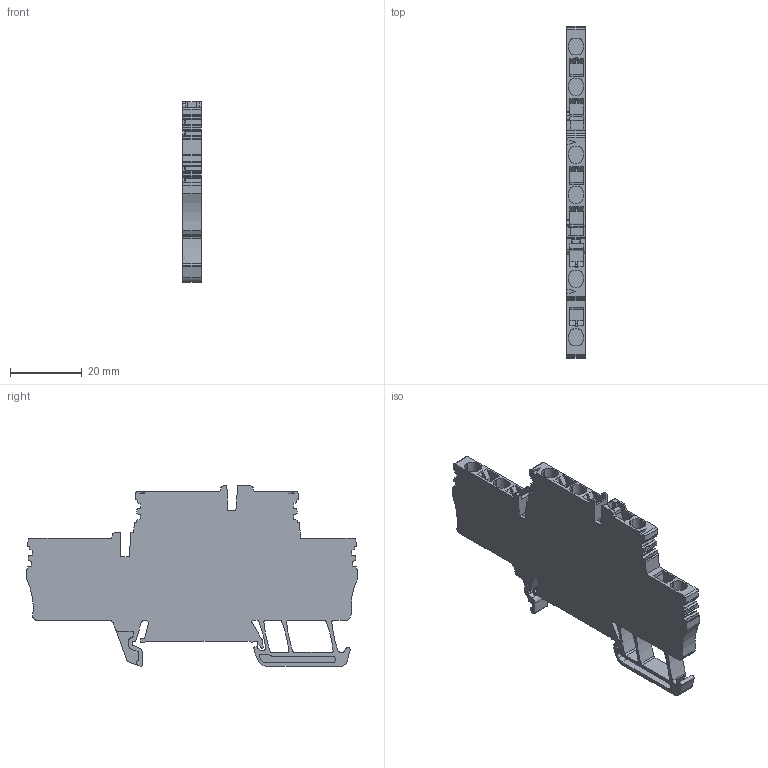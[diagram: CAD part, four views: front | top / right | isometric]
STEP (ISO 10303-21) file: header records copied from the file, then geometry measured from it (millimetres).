
FILE_DESCRIPTION(('CATIA V5R22 STEP214','CAx-IF Rec.Pracs.--- Model Styling and Organization---1.4--- 2014-01-23'),'2;1');
FILE_NAME ('026531-2_1', '2020-09-15T13:12:51+00:00', ('Weidmueller Interface'), ('Weidmueller'), 'CATIA Version 5-6 Release 2016 SP3 HF44', 'CATIA V5 STEP AP214', 'none');
FILE_SCHEMA(('AUTOMOTIVE_DESIGN { 1 0 10303 214 1 1 1 1 }'));
Length unit declared in the file: millimetre
Products named in the file (1): 1924490000
Bounding box: 5.1 x 92.6 x 50.45 mm (x, y, z)
Volume: 13823.8 mm3; surface area: 9748.1 mm2
Topology: 1 solids, 1 shells, 530 faces, 1545 edges, 1025 vertices
Faces by surface type: plane 348, cylinder 172, cone 6, sphere 2, torus 2
Entity records: 16721 total; most frequent: ORIENTED_EDGE 3086, CARTESIAN_POINT 3072, DIRECTION 2399, EDGE_CURVE 1543, VECTOR 1167, LINE 1167, VERTEX_POINT 1025, AXIS2_PLACEMENT_3D 791
